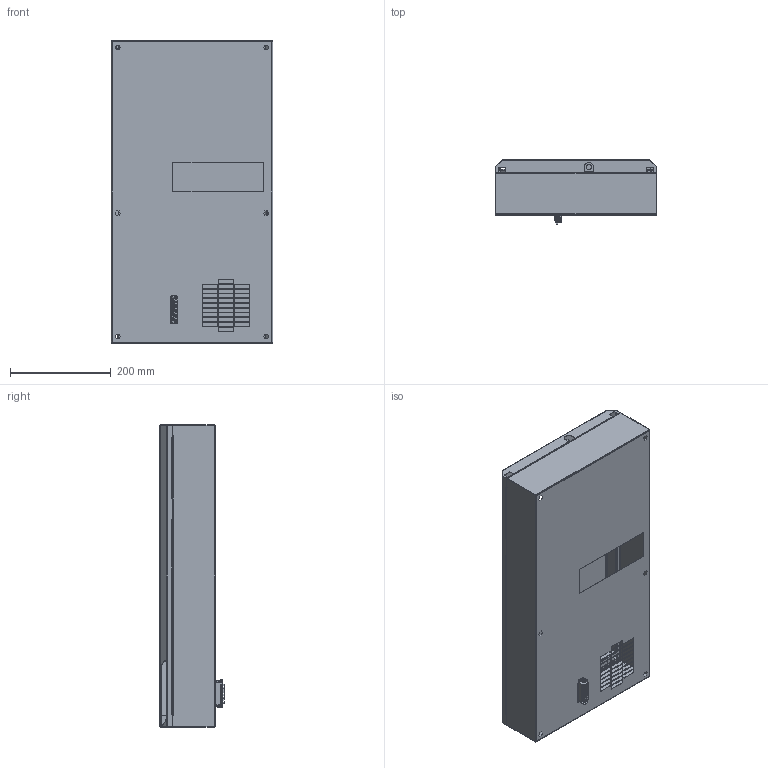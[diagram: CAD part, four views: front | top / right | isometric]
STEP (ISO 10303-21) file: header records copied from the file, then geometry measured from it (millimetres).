
FILE_DESCRIPTION((''),'2;1');
FILE_NAME('KG4269R_COMPLETE_ASSEMBLY','2014-10-13T',('ryanc'),(''),'PRO/ENGINEER BY PARAMETRIC TECHNOLOGY CORPORATION, 2010040','PRO/ENGINEER BY PARAMETRIC TECHNOLOGY CORPORATION, 2010040','');
FILE_SCHEMA(('AUTOMOTIVE_DESIGN_CC2 { 1 2 10303 214 -1 1 5 2 }'));
Products named in the file (1): KG4269R_COMPLETE_ASSEMBLY
Bounding box: 320 x 127.5 x 600 mm (x, y, z)
Volume: 285807.7 mm3; surface area: 1558451.6 mm2
Topology: 6 solids, 9 shells, 1686 faces, 4619 edges, 2959 vertices
Faces by surface type: plane 1340, cylinder 261, cone 48, bspline 37
Entity records: 62196 total; most frequent: CARTESIAN_POINT 10965, ORIENTED_EDGE 9195, DIRECTION 8313, EDGE_CURVE 4614, VECTOR 3981, LINE 3981, VERTEX_POINT 2958, PRESENTATION_STYLE_ASSIGNMENT 2184
